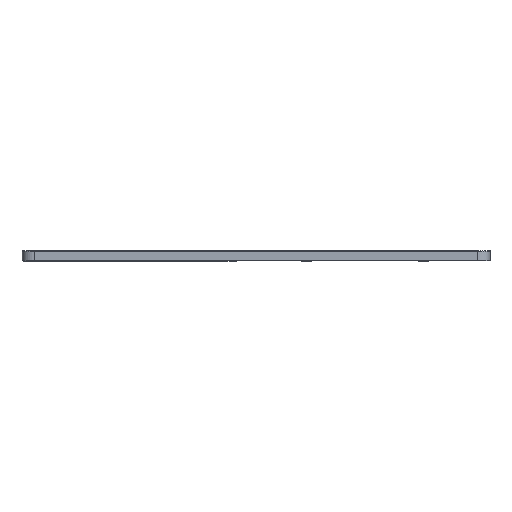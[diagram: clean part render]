
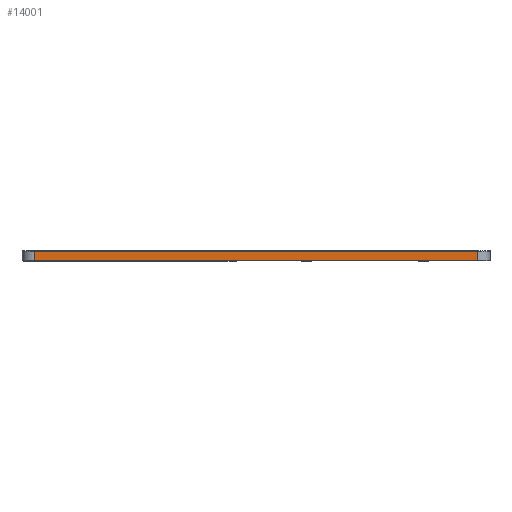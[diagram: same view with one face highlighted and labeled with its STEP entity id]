
A CAD part, left-side view. The second image highlights one B-rep face of the part: STEP entity #14001.
In plain terms, the highlighted planar face has unit normal (-1, 0, 0).
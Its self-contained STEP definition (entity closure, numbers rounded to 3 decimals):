
#9686 = VERTEX_POINT('',#9687);
#9687 = CARTESIAN_POINT('',(35.558,-26.132,0.));
#9694 = EDGE_CURVE('',#9695,#9686,#9697,.T.);
#9695 = VERTEX_POINT('',#9696);
#9696 = CARTESIAN_POINT('',(35.558,-98.332,0.));
#9697 = LINE('',#9698,#9699);
#9698 = CARTESIAN_POINT('',(35.558,-98.332,0.));
#9699 = VECTOR('',#9700,1.);
#9700 = DIRECTION('',(0.,1.,0.));
#11830 = VERTEX_POINT('',#11831);
#11831 = CARTESIAN_POINT('',(35.558,-26.132,1.51));
#11838 = EDGE_CURVE('',#11839,#11830,#11841,.T.);
#11839 = VERTEX_POINT('',#11840);
#11840 = CARTESIAN_POINT('',(35.558,-98.332,1.51));
#11841 = LINE('',#11842,#11843);
#11842 = CARTESIAN_POINT('',(35.558,-98.332,1.51));
#11843 = VECTOR('',#11844,1.);
#11844 = DIRECTION('',(0.,1.,0.));
#13971 = EDGE_CURVE('',#9686,#11830,#13972,.T.);
#13972 = LINE('',#13973,#13974);
#13973 = CARTESIAN_POINT('',(35.558,-26.132,0.));
#13974 = VECTOR('',#13975,1.);
#13975 = DIRECTION('',(0.,0.,1.));
#14001 = ADVANCED_FACE('',(#14002),#14013,.T.);
#14002 = FACE_BOUND('',#14003,.T.);
#14003 = EDGE_LOOP('',(#14004,#14010,#14011,#14012));
#14004 = ORIENTED_EDGE('',*,*,#14005,.T.);
#14005 = EDGE_CURVE('',#9695,#11839,#14006,.T.);
#14006 = LINE('',#14007,#14008);
#14007 = CARTESIAN_POINT('',(35.558,-98.332,0.));
#14008 = VECTOR('',#14009,1.);
#14009 = DIRECTION('',(0.,0.,1.));
#14010 = ORIENTED_EDGE('',*,*,#11838,.T.);
#14011 = ORIENTED_EDGE('',*,*,#13971,.F.);
#14012 = ORIENTED_EDGE('',*,*,#9694,.F.);
#14013 = PLANE('',#14014);
#14014 = AXIS2_PLACEMENT_3D('',#14015,#14016,#14017);
#14015 = CARTESIAN_POINT('',(35.558,-98.332,0.));
#14016 = DIRECTION('',(-1.,0.,0.));
#14017 = DIRECTION('',(0.,1.,0.));
